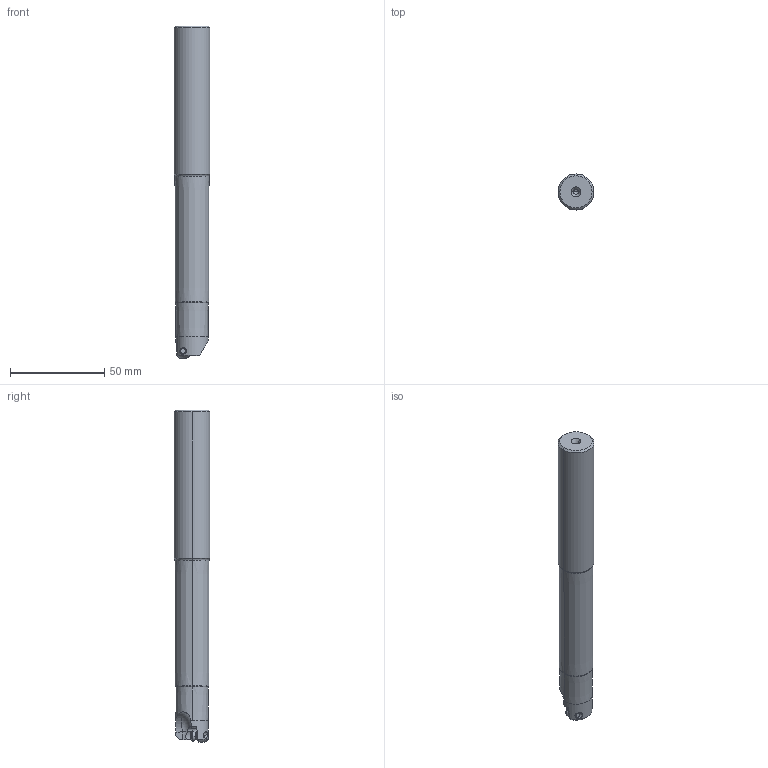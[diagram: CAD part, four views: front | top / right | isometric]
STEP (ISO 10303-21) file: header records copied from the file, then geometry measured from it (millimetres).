
FILE_DESCRIPTION(/* description */ (''),/* implementation_level */ '2;1');
FILE_NAME(/* name */ 'BRP4UNR121LW12.stp',/* time_stamp */ '2017-10-10T12:57:55+09:00',/* author */ (''),/* organization */ (''),/* preprocessor_version */ 'ST-DEVELOPER v16',/* originating_system */ 'SIEMENS PLM Software NX 10.0',/* authorisation */ '');
FILE_SCHEMA (('AUTOMOTIVE_DESIGN { 1 0 10303 214 3 1 1 1 }'));
Length unit declared in the file: millimetre
Products named in the file (1): BRP4UNR121LW12_ASM
Bounding box: 19.05 x 19.05 x 176.08 mm (x, y, z)
Volume: 45169.6 mm3; surface area: 10720.7 mm2
Topology: 2 solids, 2 shells, 95 faces, 273 edges, 181 vertices
Faces by surface type: cylinder 38, plane 21, cone 21, torus 11, bspline 2, sphere 2
Entity records: 3931 total; most frequent: CARTESIAN_POINT 1322, DIRECTION 558, ORIENTED_EDGE 538, EDGE_CURVE 269, AXIS2_PLACEMENT_3D 239, VERTEX_POINT 181, CIRCLE 121, EDGE_LOOP 100
